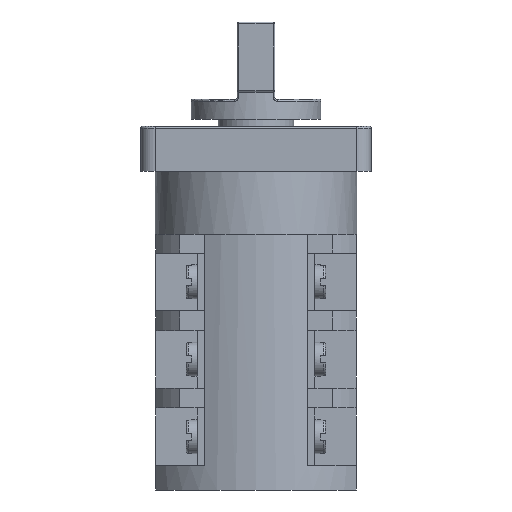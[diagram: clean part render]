
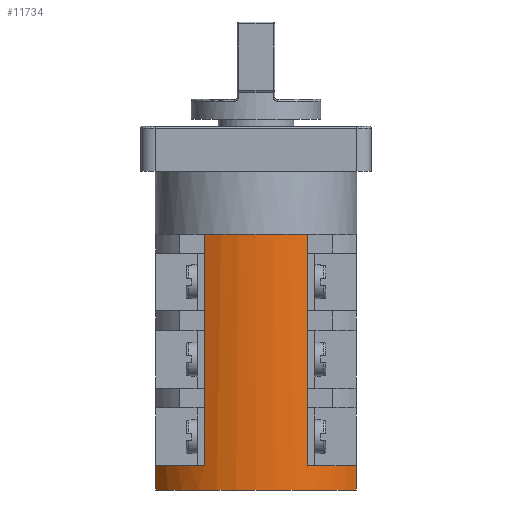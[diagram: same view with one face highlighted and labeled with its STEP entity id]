
A CAD part, front view. The second image highlights one B-rep face of the part: STEP entity #11734.
In plain terms, the highlighted cylindrical face has radius 33 mm (diameter 66 mm), a partial arc.
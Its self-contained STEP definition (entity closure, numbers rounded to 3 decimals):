
#40 = DIRECTION ( 'NONE',  ( 0., 0., -1. ) ) ;
#327 = CARTESIAN_POINT ( 'NONE',  ( 14.35, -29.717, -101. ) ) ;
#432 = CARTESIAN_POINT ( 'NONE',  ( 27.85, -17.702, -101. ) ) ;
#433 = VECTOR ( 'NONE', #13011, 1000. ) ;
#474 = AXIS2_PLACEMENT_3D ( 'NONE', #6599, #12735, #16630 ) ;
#856 = ORIENTED_EDGE ( 'NONE', *, *, #7584, .F. ) ;
#891 = AXIS2_PLACEMENT_3D ( 'NONE', #12423, #3954, #5388 ) ;
#947 = DIRECTION ( 'NONE',  ( 0., 0., 1. ) ) ;
#1044 = CARTESIAN_POINT ( 'NONE',  ( -27.85, -17.702, -101. ) ) ;
#1437 = AXIS2_PLACEMENT_3D ( 'NONE', #17622, #16332, #17739 ) ;
#1795 = VECTOR ( 'NONE', #8054, 1000. ) ;
#1811 = DIRECTION ( 'NONE',  ( 0., 0., 1. ) ) ;
#2107 = ORIENTED_EDGE ( 'NONE', *, *, #8551, .F. ) ;
#2158 = LINE ( 'NONE', #2970, #4611 ) ;
#2268 = ORIENTED_EDGE ( 'NONE', *, *, #2665, .T. ) ;
#2363 = VERTEX_POINT ( 'NONE', #8283 ) ;
#2665 = EDGE_CURVE ( 'NONE', #15718, #13960, #9242, .T. ) ;
#2970 = CARTESIAN_POINT ( 'NONE',  ( -14.35, -29.717, -101. ) ) ;
#3038 = VECTOR ( 'NONE', #1811, 1000. ) ;
#3267 = CIRCLE ( 'NONE', #8229, 33. ) ;
#3406 = CIRCLE ( 'NONE', #1437, 33. ) ;
#3776 = LINE ( 'NONE', #432, #433 ) ;
#3825 = CARTESIAN_POINT ( 'NONE',  ( -27.85, -17.702, -101. ) ) ;
#3843 = CARTESIAN_POINT ( 'NONE',  ( 0., 0., -94.2 ) ) ;
#3954 = DIRECTION ( 'NONE',  ( 0., 0., -1. ) ) ;
#3978 = DIRECTION ( 'NONE',  ( 0., 0., 1. ) ) ;
#4611 = VECTOR ( 'NONE', #40, 1000. ) ;
#5388 = DIRECTION ( 'NONE',  ( 0., 1., 0. ) ) ;
#5928 = EDGE_CURVE ( 'NONE', #13960, #16374, #10753, .T. ) ;
#6599 = CARTESIAN_POINT ( 'NONE',  ( 0., 0., -101. ) ) ;
#6958 = ORIENTED_EDGE ( 'NONE', *, *, #7579, .T. ) ;
#7219 = CARTESIAN_POINT ( 'NONE',  ( 27.85, -17.702, -101. ) ) ;
#7579 = EDGE_CURVE ( 'NONE', #16374, #12943, #3406, .T. ) ;
#7584 = EDGE_CURVE ( 'NONE', #11382, #10321, #14039, .T. ) ;
#8054 = DIRECTION ( 'NONE',  ( 0., 0., 1. ) ) ;
#8229 = AXIS2_PLACEMENT_3D ( 'NONE', #3843, #3978, #13758 ) ;
#8283 = CARTESIAN_POINT ( 'NONE',  ( -27.85, -17.702, -94.2 ) ) ;
#8551 = EDGE_CURVE ( 'NONE', #10321, #2363, #9311, .T. ) ;
#9242 = CIRCLE ( 'NONE', #891, 33. ) ;
#9311 = LINE ( 'NONE', #3825, #1795 ) ;
#9549 = CARTESIAN_POINT ( 'NONE',  ( -14.35, -29.717, -94.2 ) ) ;
#9935 = CARTESIAN_POINT ( 'NONE',  ( 14.35, -29.717, -30. ) ) ;
#10038 = EDGE_CURVE ( 'NONE', #11382, #15718, #3776, .T. ) ;
#10321 = VERTEX_POINT ( 'NONE', #1044 ) ;
#10753 = LINE ( 'NONE', #327, #3038 ) ;
#11006 = ORIENTED_EDGE ( 'NONE', *, *, #5928, .T. ) ;
#11080 = FACE_OUTER_BOUND ( 'NONE', #11602, .T. ) ;
#11321 = CARTESIAN_POINT ( 'NONE',  ( -14.35, -29.717, -30. ) ) ;
#11382 = VERTEX_POINT ( 'NONE', #7219 ) ;
#11424 = AXIS2_PLACEMENT_3D ( 'NONE', #12350, #947, #12167 ) ;
#11602 = EDGE_LOOP ( 'NONE', ( #6958, #15639, #16556, #2107, #856, #13520, #2268, #11006 ) ) ;
#11734 = ADVANCED_FACE ( 'NONE', ( #11080 ), #17731, .T. ) ;
#12167 = DIRECTION ( 'NONE',  ( 1., 0., 0. ) ) ;
#12350 = CARTESIAN_POINT ( 'NONE',  ( 0., 0., -101. ) ) ;
#12423 = CARTESIAN_POINT ( 'NONE',  ( 0., 0., -94.2 ) ) ;
#12735 = DIRECTION ( 'NONE',  ( 0., 0., -1. ) ) ;
#12943 = VERTEX_POINT ( 'NONE', #11321 ) ;
#13011 = DIRECTION ( 'NONE',  ( 0., 0., 1. ) ) ;
#13520 = ORIENTED_EDGE ( 'NONE', *, *, #10038, .T. ) ;
#13641 = VERTEX_POINT ( 'NONE', #9549 ) ;
#13758 = DIRECTION ( 'NONE',  ( 0., -1., 0. ) ) ;
#13960 = VERTEX_POINT ( 'NONE', #15191 ) ;
#13993 = EDGE_CURVE ( 'NONE', #2363, #13641, #3267, .T. ) ;
#14039 = CIRCLE ( 'NONE', #474, 33. ) ;
#14179 = EDGE_CURVE ( 'NONE', #12943, #13641, #2158, .T. ) ;
#15191 = CARTESIAN_POINT ( 'NONE',  ( 14.35, -29.717, -94.2 ) ) ;
#15639 = ORIENTED_EDGE ( 'NONE', *, *, #14179, .T. ) ;
#15642 = CARTESIAN_POINT ( 'NONE',  ( 27.85, -17.702, -94.2 ) ) ;
#15718 = VERTEX_POINT ( 'NONE', #15642 ) ;
#16332 = DIRECTION ( 'NONE',  ( 0., 0., -1. ) ) ;
#16374 = VERTEX_POINT ( 'NONE', #9935 ) ;
#16556 = ORIENTED_EDGE ( 'NONE', *, *, #13993, .F. ) ;
#16630 = DIRECTION ( 'NONE',  ( -1., 0., 0. ) ) ;
#17622 = CARTESIAN_POINT ( 'NONE',  ( 0., 0., -30. ) ) ;
#17731 = CYLINDRICAL_SURFACE ( 'NONE', #11424, 33. ) ;
#17739 = DIRECTION ( 'NONE',  ( -1., 0., 0. ) ) ;
